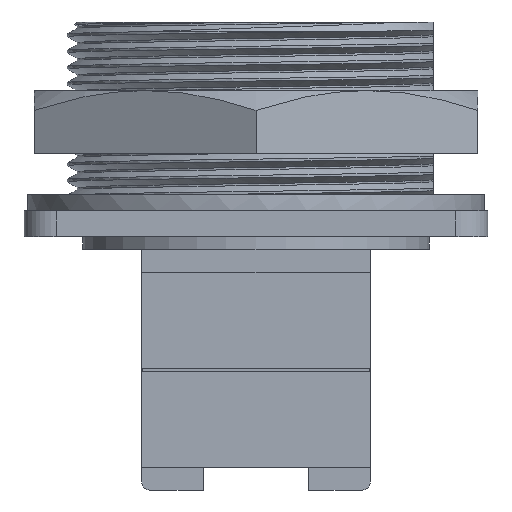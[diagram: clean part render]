
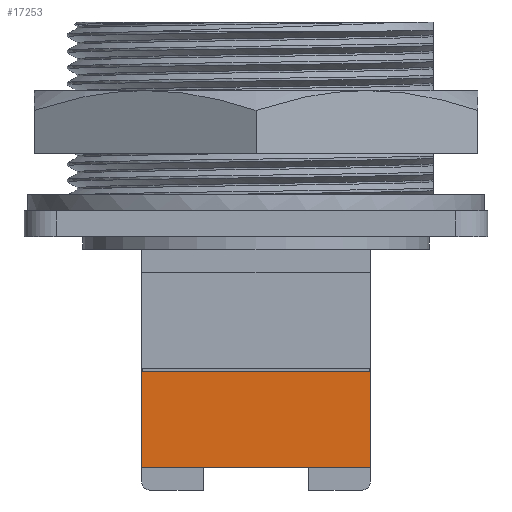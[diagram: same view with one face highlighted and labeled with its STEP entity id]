
A CAD part, front view. The second image highlights one B-rep face of the part: STEP entity #17253.
In plain terms, the highlighted planar face has unit normal (0, -1, 0).
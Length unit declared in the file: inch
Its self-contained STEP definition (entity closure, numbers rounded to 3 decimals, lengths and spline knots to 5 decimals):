
#1367 = EDGE_LOOP ( 'NONE', ( #20043, #20045, #20044, #20046 ) ) ;
#9997 = PLANE ( 'NONE',  #16372 ) ;
#9998 = CARTESIAN_POINT ( 'NONE',  ( -0.3545, -0.46714, -0.71499 ) ) ;
#9999 = DIRECTION ( 'NONE',  ( 0., 1., 0. ) ) ;
#10000 = DIRECTION ( 'NONE',  ( 0., 0., 1. ) ) ;
#13160 = LINE ( 'NONE', #13161, #16794 ) ;
#13161 = CARTESIAN_POINT ( 'NONE',  ( 0.3545, -0.46714, -0.41899 ) ) ;
#13162 = DIRECTION ( 'NONE',  ( 0., 0., 1. ) ) ;
#13273 = LINE ( 'NONE', #13274, #16819 ) ;
#13274 = CARTESIAN_POINT ( 'NONE',  ( -0.3545, -0.46714, -0.71499 ) ) ;
#13275 = DIRECTION ( 'NONE',  ( 1., 0., 0. ) ) ;
#13746 = LINE ( 'NONE', #13747, #16962 ) ;
#13747 = CARTESIAN_POINT ( 'NONE',  ( -0.3545, -0.46714, -0.41899 ) ) ;
#13748 = DIRECTION ( 'NONE',  ( -1., 0., 0. ) ) ;
#14227 = LINE ( 'NONE', #14228, #17072 ) ;
#14228 = CARTESIAN_POINT ( 'NONE',  ( -0.3545, -0.46714, -0.408 ) ) ;
#14229 = DIRECTION ( 'NONE',  ( 0., 0., -1. ) ) ;
#14352 = CARTESIAN_POINT ( 'NONE',  ( 0.3545, -0.46714, -0.71499 ) ) ;
#14395 = CARTESIAN_POINT ( 'NONE',  ( -0.3545, -0.46714, -0.71499 ) ) ;
#14409 = CARTESIAN_POINT ( 'NONE',  ( -0.3545, -0.46714, -0.41899 ) ) ;
#14423 = CARTESIAN_POINT ( 'NONE',  ( 0.3545, -0.46714, -0.41899 ) ) ;
#16367 = FACE_OUTER_BOUND ( 'NONE', #1367, .T. ) ;
#16372 = AXIS2_PLACEMENT_3D ( 'NONE', #9998, #9999, #10000 ) ;
#16794 = VECTOR ( 'NONE', #13162, 39.37008 ) ;
#16819 = VECTOR ( 'NONE', #13275, 39.37008 ) ;
#16962 = VECTOR ( 'NONE', #13748, 39.37008 ) ;
#17072 = VECTOR ( 'NONE', #14229, 39.37008 ) ;
#17253 = ADVANCED_FACE ( 'NONE', ( #16367 ), #9997, .F. ) ;
#20043 = ORIENTED_EDGE ( 'NONE', *, *, #21247, .T. ) ;
#20044 = ORIENTED_EDGE ( 'NONE', *, *, #21101, .T. ) ;
#20045 = ORIENTED_EDGE ( 'NONE', *, *, #21368, .T. ) ;
#20046 = ORIENTED_EDGE ( 'NONE', *, *, #21074, .T. ) ;
#21074 = EDGE_CURVE ( 'NONE', #22550, #22634, #13160, .T. ) ;
#21101 = EDGE_CURVE ( 'NONE', #22594, #22550, #13273, .T. ) ;
#21247 = EDGE_CURVE ( 'NONE', #22634, #22608, #13746, .T. ) ;
#21368 = EDGE_CURVE ( 'NONE', #22608, #22594, #14227, .T. ) ;
#22550 = VERTEX_POINT ( 'NONE', #14352 ) ;
#22594 = VERTEX_POINT ( 'NONE', #14395 ) ;
#22608 = VERTEX_POINT ( 'NONE', #14409 ) ;
#22634 = VERTEX_POINT ( 'NONE', #14423 ) ;
